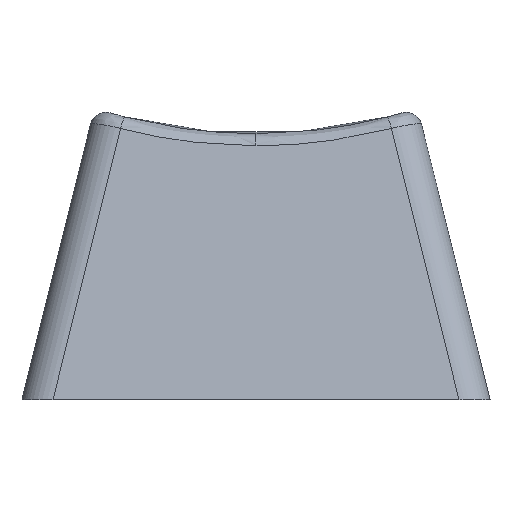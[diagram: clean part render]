
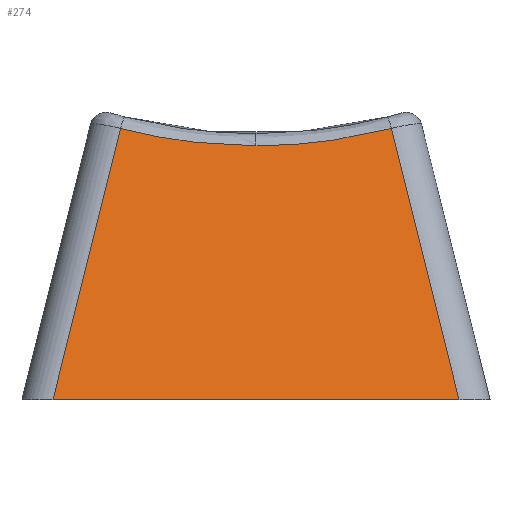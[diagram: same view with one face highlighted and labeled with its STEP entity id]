
A CAD part, left-side view. The second image highlights one B-rep face of the part: STEP entity #274.
In plain terms, the highlighted planar face has unit normal (-0.97, 0, 0.241).
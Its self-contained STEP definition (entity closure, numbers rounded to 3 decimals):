
#225=CARTESIAN_POINT('',(61.696,-0.075,2.145));
#226=DIRECTION('',(-0.97,0.,0.242));
#227=DIRECTION('',(0.242,0.,0.97));
#228=AXIS2_PLACEMENT_3D('',#225,#226,#227);
#229=PLANE('',#228);
#230=CARTESIAN_POINT('',(61.162,7.862,0.));
#231=VERTEX_POINT('',#230);
#232=CARTESIAN_POINT('',(61.162,-8.012,0.));
#233=VERTEX_POINT('',#232);
#234=CARTESIAN_POINT('',(61.162,7.862,0.));
#235=DIRECTION('',(-0.,-1.,-0.));
#236=VECTOR('',#235,15.874);
#237=LINE('',#234,#236);
#238=EDGE_CURVE('',#231,#233,#237,.T.);
#239=ORIENTED_EDGE('',*,*,#238,.T.);
#240=CARTESIAN_POINT('',(63.802,-5.373,10.604));
#241=VERTEX_POINT('',#240);
#242=CARTESIAN_POINT('',(61.162,-8.012,0.));
#243=DIRECTION('',(0.235,0.235,0.943));
#244=VECTOR('',#243,11.241);
#245=LINE('',#242,#244);
#246=EDGE_CURVE('',#233,#241,#245,.T.);
#247=ORIENTED_EDGE('',*,*,#246,.T.);
#248=CARTESIAN_POINT('',(63.633,-0.075,9.926));
#249=VERTEX_POINT('',#248);
#250=CARTESIAN_POINT('',(68.872,-0.075,30.975));
#251=DIRECTION('',(0.97,-0.,-0.242));
#252=DIRECTION('',(-0.242,-0.,-0.97));
#253=AXIS2_PLACEMENT_3D('',#250,#251,#252);
#254=ELLIPSE('',#253,21.691,21.049);
#255=EDGE_CURVE('',#241,#249,#254,.T.);
#256=ORIENTED_EDGE('',*,*,#255,.T.);
#257=CARTESIAN_POINT('',(63.802,5.223,10.604));
#258=VERTEX_POINT('',#257);
#259=CARTESIAN_POINT('',(68.872,-0.075,30.975));
#260=DIRECTION('',(0.97,-0.,-0.242));
#261=DIRECTION('',(-0.242,-0.,-0.97));
#262=AXIS2_PLACEMENT_3D('',#259,#260,#261);
#263=ELLIPSE('',#262,21.691,21.049);
#264=EDGE_CURVE('',#249,#258,#263,.T.);
#265=ORIENTED_EDGE('',*,*,#264,.T.);
#266=CARTESIAN_POINT('',(63.802,5.223,10.604));
#267=DIRECTION('',(-0.235,0.235,-0.943));
#268=VECTOR('',#267,11.241);
#269=LINE('',#266,#268);
#270=EDGE_CURVE('',#258,#231,#269,.T.);
#271=ORIENTED_EDGE('',*,*,#270,.T.);
#272=EDGE_LOOP('',(#239,#247,#256,#265,#271));
#273=FACE_BOUND('',#272,.T.);
#274=ADVANCED_FACE('',(#273),#229,.T.);
